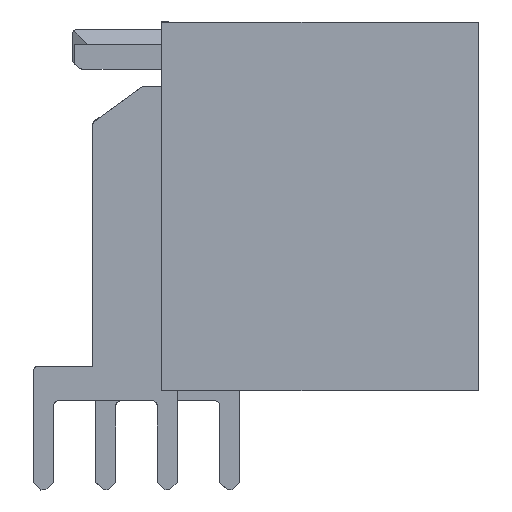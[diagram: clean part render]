
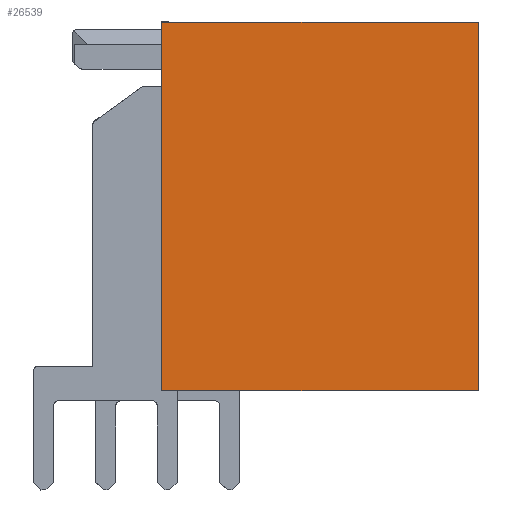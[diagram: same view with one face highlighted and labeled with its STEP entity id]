
A CAD part, left-side view. The second image highlights one B-rep face of the part: STEP entity #26539.
In plain terms, the highlighted face is planar.
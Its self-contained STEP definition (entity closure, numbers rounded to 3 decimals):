
#3415=ORIENTED_EDGE('',*,*,#7882,.F.);
#3416=ORIENTED_EDGE('',*,*,#8068,.F.);
#3417=ORIENTED_EDGE('',*,*,#7891,.F.);
#3418=ORIENTED_EDGE('',*,*,#7874,.F.);
#7874=EDGE_CURVE('',#10342,#10343,#12619,.T.);
#7882=EDGE_CURVE('',#10348,#10342,#12627,.T.);
#7891=EDGE_CURVE('',#10343,#10353,#12636,.T.);
#8068=EDGE_CURVE('',#10353,#10348,#12813,.T.);
#10342=VERTEX_POINT('',#36620);
#10343=VERTEX_POINT('',#36622);
#10348=VERTEX_POINT('',#36636);
#10353=VERTEX_POINT('',#36657);
#12619=LINE('',#36621,#15355);
#12627=LINE('',#36637,#15363);
#12636=LINE('',#36656,#15372);
#12813=LINE('',#36965,#15549);
#15355=VECTOR('',#30837,1000.);
#15363=VECTOR('',#30849,1000.);
#15372=VECTOR('',#30870,1000.);
#15549=VECTOR('',#31209,1000.);
#16990=EDGE_LOOP('',(#3415,#3416,#3417,#3418));
#18005=FACE_BOUND('',#16990,.T.);
#18953=PLANE('',#27567);
#26539=ADVANCED_FACE('',(#18005),#18953,.F.);
#27567=AXIS2_PLACEMENT_3D('',#36964,#31207,#31208);
#30837=DIRECTION('',(0.,0.,1.));
#30849=DIRECTION('',(-1.,0.,0.));
#30870=DIRECTION('',(1.,0.,0.));
#31207=DIRECTION('',(0.,1.,0.));
#31208=DIRECTION('',(1.,0.,0.));
#31209=DIRECTION('',(0.,0.,-1.));
#36620=CARTESIAN_POINT('',(-4.604,0.,-9.247));
#36621=CARTESIAN_POINT('',(-4.604,0.,-9.247));
#36622=CARTESIAN_POINT('',(-4.604,0.001,5.653));
#36636=CARTESIAN_POINT('',(8.196,-0.002,-9.247));
#36637=CARTESIAN_POINT('',(8.196,-0.002,-9.247));
#36656=CARTESIAN_POINT('',(-4.604,0.001,5.653));
#36657=CARTESIAN_POINT('',(8.196,0.,5.653));
#36964=CARTESIAN_POINT('',(1.796,0.,-1.797));
#36965=CARTESIAN_POINT('',(8.196,0.,5.653));
